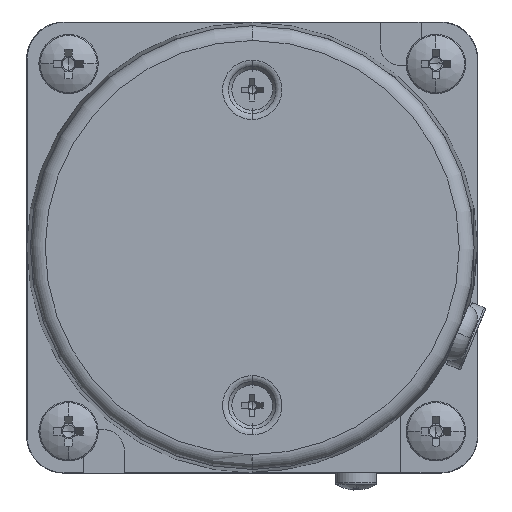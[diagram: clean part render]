
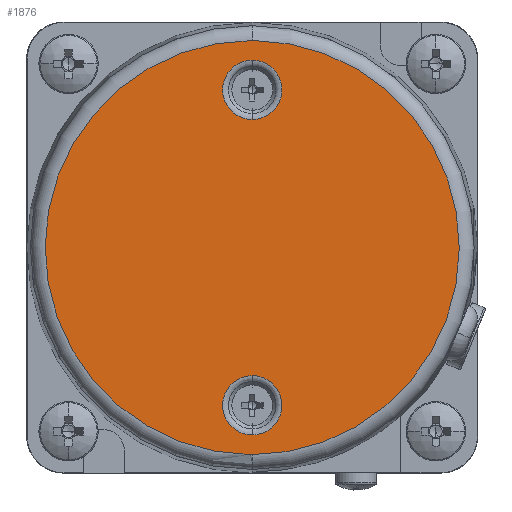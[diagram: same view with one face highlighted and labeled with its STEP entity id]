
A CAD part, left-side view. The second image highlights one B-rep face of the part: STEP entity #1876.
In plain terms, the highlighted planar face has unit normal (-1, 0, 0).
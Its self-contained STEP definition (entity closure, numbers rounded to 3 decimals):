
#44=CARTESIAN_POINT('',(-116.5,0.,0.));
#45=DIRECTION('',(-1.,0.,0.));
#46=DIRECTION('',(0.,0.01,-1.));
#47=AXIS2_PLACEMENT_3D('',#44,#45,#46);
#59=CARTESIAN_POINT('',(-116.5,0.,0.));
#60=DIRECTION('',(1.,0.,0.));
#61=DIRECTION('',(0.,0.01,-1.));
#62=AXIS2_PLACEMENT_3D('',#59,#60,#61);
#64=CARTESIAN_POINT('',(-116.5,0.,0.));
#65=DIRECTION('',(1.,0.,0.));
#66=DIRECTION('',(0.,-0.01,1.));
#67=AXIS2_PLACEMENT_3D('',#64,#65,#66);
#69=CARTESIAN_POINT('',(-116.5,0.,-21.25));
#70=DIRECTION('',(-1.,0.,0.));
#71=DIRECTION('',(0.,0.,-1.));
#72=AXIS2_PLACEMENT_3D('',#69,#70,#71);
#74=CARTESIAN_POINT('',(-116.5,0.,-21.25));
#75=DIRECTION('',(-1.,0.,0.));
#76=DIRECTION('',(0.,-0.17,-0.986));
#77=AXIS2_PLACEMENT_3D('',#74,#75,#76);
#79=CARTESIAN_POINT('',(-116.5,0.,-21.25));
#80=DIRECTION('',(-1.,0.,0.));
#81=DIRECTION('',(0.,0.,1.));
#82=AXIS2_PLACEMENT_3D('',#79,#80,#81);
#84=CARTESIAN_POINT('',(-116.5,0.,-21.25));
#85=DIRECTION('',(-1.,0.,0.));
#86=DIRECTION('',(0.,0.17,0.986));
#87=AXIS2_PLACEMENT_3D('',#84,#85,#86);
#89=CARTESIAN_POINT('',(-116.5,0.,21.25));
#90=DIRECTION('',(-1.,0.,0.));
#91=DIRECTION('',(0.,0.,-1.));
#92=AXIS2_PLACEMENT_3D('',#89,#90,#91);
#94=CARTESIAN_POINT('',(-116.5,0.,21.25));
#95=DIRECTION('',(-1.,0.,0.));
#96=DIRECTION('',(0.,-0.12,-0.993));
#97=AXIS2_PLACEMENT_3D('',#94,#95,#96);
#99=CARTESIAN_POINT('',(-116.5,0.,21.25));
#100=DIRECTION('',(-1.,0.,0.));
#101=DIRECTION('',(0.,0.,1.));
#102=AXIS2_PLACEMENT_3D('',#99,#100,#101);
#104=CARTESIAN_POINT('',(-116.5,0.,21.25));
#105=DIRECTION('',(-1.,0.,0.));
#106=DIRECTION('',(0.,0.12,0.993));
#107=AXIS2_PLACEMENT_3D('',#104,#105,#106);
#109=CARTESIAN_POINT('',(-116.5,0.,0.));
#110=DIRECTION('',(-1.,0.,0.));
#111=DIRECTION('',(0.,-0.01,1.));
#112=AXIS2_PLACEMENT_3D('',#109,#110,#111);
#1446=CARTESIAN_POINT('',(-116.5,0.282,-27.899));
#1447=CARTESIAN_POINT('',(-116.5,0.,27.9));
#1448=VERTEX_POINT('',#1446);
#1449=VERTEX_POINT('',#1447);
#1450=CARTESIAN_POINT('',(-116.5,0.,-27.9));
#1451=VERTEX_POINT('',#1450);
#1452=CARTESIAN_POINT('',(-116.5,-0.282,27.899));
#1453=VERTEX_POINT('',#1452);
#1454=CARTESIAN_POINT('',(-116.5,0.,-25.246));
#1455=CARTESIAN_POINT('',(-116.5,-0.678,-25.188));
#1456=VERTEX_POINT('',#1454);
#1457=VERTEX_POINT('',#1455);
#1458=CARTESIAN_POINT('',(-116.5,0.,-17.254));
#1459=VERTEX_POINT('',#1458);
#1460=CARTESIAN_POINT('',(-116.5,0.678,-17.312));
#1461=VERTEX_POINT('',#1460);
#1462=CARTESIAN_POINT('',(-116.5,0.,17.254));
#1463=CARTESIAN_POINT('',(-116.5,-0.479,17.283));
#1464=VERTEX_POINT('',#1462);
#1465=VERTEX_POINT('',#1463);
#1466=CARTESIAN_POINT('',(-116.5,0.,25.246));
#1467=VERTEX_POINT('',#1466);
#1468=CARTESIAN_POINT('',(-116.5,0.479,25.217));
#1469=VERTEX_POINT('',#1468);
#1843=CARTESIAN_POINT('',(-116.5,0.,0.));
#1844=DIRECTION('',(-1.,0.,0.));
#1845=DIRECTION('',(0.,0.,1.));
#1846=AXIS2_PLACEMENT_3D('',#1843,#1844,#1845);
#1847=PLANE('',#1846);
#1848=ORIENTED_EDGE('',*,*,#1833,.F.);
#1849=ORIENTED_EDGE('',*,*,#1831,.T.);
#1851=ORIENTED_EDGE('',*,*,#1850,.F.);
#1853=ORIENTED_EDGE('',*,*,#1852,.T.);
#1854=EDGE_LOOP('',(#1848,#1849,#1851,#1853));
#1855=FACE_OUTER_BOUND('',#1854,.F.);
#1857=ORIENTED_EDGE('',*,*,#1856,.T.);
#1859=ORIENTED_EDGE('',*,*,#1858,.T.);
#1861=ORIENTED_EDGE('',*,*,#1860,.T.);
#1863=ORIENTED_EDGE('',*,*,#1862,.T.);
#1864=EDGE_LOOP('',(#1857,#1859,#1861,#1863));
#1865=FACE_BOUND('',#1864,.F.);
#1867=ORIENTED_EDGE('',*,*,#1866,.T.);
#1869=ORIENTED_EDGE('',*,*,#1868,.T.);
#1871=ORIENTED_EDGE('',*,*,#1870,.T.);
#1873=ORIENTED_EDGE('',*,*,#1872,.T.);
#1874=EDGE_LOOP('',(#1867,#1869,#1871,#1873));
#1875=FACE_BOUND('',#1874,.F.);
#1876=ADVANCED_FACE('',(#1855,#1865,#1875),#1847,.T.);
#48=CIRCLE('',#47,27.9);
#63=CIRCLE('',#62,27.9);
#68=CIRCLE('',#67,27.9);
#73=CIRCLE('',#72,3.996);
#78=CIRCLE('',#77,3.996);
#83=CIRCLE('',#82,3.996);
#88=CIRCLE('',#87,3.996);
#93=CIRCLE('',#92,3.996);
#98=CIRCLE('',#97,3.996);
#103=CIRCLE('',#102,3.996);
#108=CIRCLE('',#107,3.996);
#113=CIRCLE('',#112,27.9);
#1831=EDGE_CURVE('',#1448,#1449,#63,.T.);
#1833=EDGE_CURVE('',#1448,#1451,#48,.T.);
#1850=EDGE_CURVE('',#1453,#1449,#113,.T.);
#1852=EDGE_CURVE('',#1453,#1451,#68,.T.);
#1856=EDGE_CURVE('',#1456,#1457,#73,.T.);
#1858=EDGE_CURVE('',#1457,#1459,#78,.T.);
#1860=EDGE_CURVE('',#1459,#1461,#83,.T.);
#1862=EDGE_CURVE('',#1461,#1456,#88,.T.);
#1866=EDGE_CURVE('',#1464,#1465,#93,.T.);
#1868=EDGE_CURVE('',#1465,#1467,#98,.T.);
#1870=EDGE_CURVE('',#1467,#1469,#103,.T.);
#1872=EDGE_CURVE('',#1469,#1464,#108,.T.);
